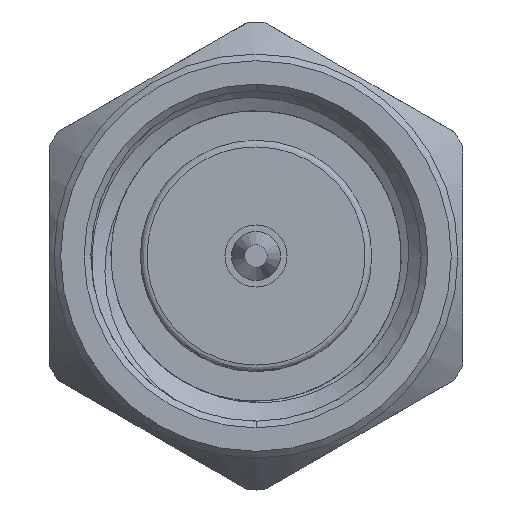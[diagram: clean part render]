
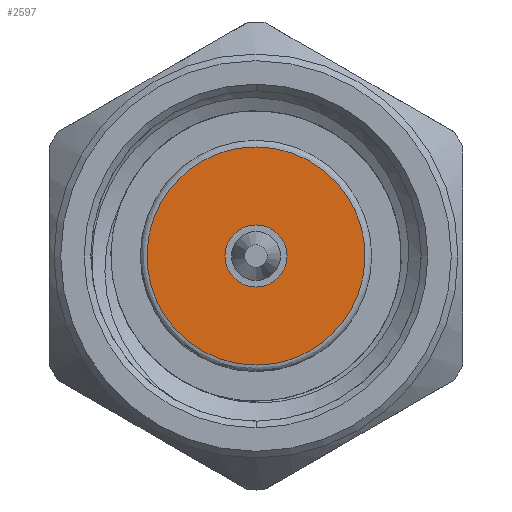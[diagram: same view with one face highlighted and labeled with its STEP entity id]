
A CAD part, left-side view. The second image highlights one B-rep face of the part: STEP entity #2597.
In plain terms, the highlighted planar face has unit normal (-1, 0, 0).
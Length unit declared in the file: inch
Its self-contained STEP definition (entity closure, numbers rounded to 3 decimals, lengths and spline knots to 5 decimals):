
#332 = FACE_BOUND ( 'NONE', #1176, .T. ) ;
#416 = FACE_OUTER_BOUND ( 'NONE', #1860, .T. ) ;
#488 = CARTESIAN_POINT ( 'NONE',  ( 0.11, 0., -0.0825 ) ) ;
#586 = ORIENTED_EDGE ( 'NONE', *, *, #2891, .F. ) ;
#857 = EDGE_CURVE ( 'NONE', #2651, #1820, #2018, .T. ) ;
#866 = CARTESIAN_POINT ( 'NONE',  ( 0.11, 0.165, 0.0825 ) ) ;
#981 = CARTESIAN_POINT ( 'NONE',  ( 0.11, 0., -0.0235 ) ) ;
#1029 = VERTEX_POINT ( 'NONE', #981 ) ;
#1176 = EDGE_LOOP ( 'NONE', ( #2052 ) ) ;
#1276 = CARTESIAN_POINT ( 'NONE',  ( 0.11, 0., 0. ) ) ;
#1440 = CIRCLE ( 'NONE', #2726, 0.0235 ) ;
#1605 = CARTESIAN_POINT ( 'NONE',  ( 0.11, -0.165, -0.0825 ) ) ;
#1661 = DIRECTION ( 'NONE',  ( 1., 0., 0. ) ) ;
#1785 = ORIENTED_EDGE ( 'NONE', *, *, #857, .F. ) ;
#1820 = VERTEX_POINT ( 'NONE', #2202 ) ;
#1823 = CARTESIAN_POINT ( 'NONE',  ( 0.11, 0., 0.0825 ) ) ;
#1857 = CARTESIAN_POINT ( 'NONE',  ( 0.11, 0., 0.0825 ) ) ;
#1860 = EDGE_LOOP ( 'NONE', ( #1785, #586 ) ) ;
#1865 = CARTESIAN_POINT ( 'NONE',  ( 0.11, 0., -0.0825 ) ) ;
#1870 = DIRECTION ( 'NONE',  ( 0., 0., -1. ) ) ;
#2018 =( BOUNDED_CURVE ( )  B_SPLINE_CURVE ( 3, ( #2377, #2903, #866, #1857 ),
 .UNSPECIFIED., .F., .F. ) 
 B_SPLINE_CURVE_WITH_KNOTS ( ( 4, 4 ),
 ( 0., 1. ),
 .UNSPECIFIED. ) 
 CURVE ( )  GEOMETRIC_REPRESENTATION_ITEM ( )  RATIONAL_B_SPLINE_CURVE ( ( 1., 0.333, 0.333, 1. ) ) 
 REPRESENTATION_ITEM ( '' )  );
#2052 = ORIENTED_EDGE ( 'NONE', *, *, #3183, .F. ) ;
#2202 = CARTESIAN_POINT ( 'NONE',  ( 0.11, 0., 0.0825 ) ) ;
#2244 = DIRECTION ( 'NONE',  ( 0., 0., -1. ) ) ;
#2264 =( BOUNDED_CURVE ( )  B_SPLINE_CURVE ( 3, ( #1823, #3354, #1605, #1865 ),
 .UNSPECIFIED., .F., .F. ) 
 B_SPLINE_CURVE_WITH_KNOTS ( ( 4, 4 ),
 ( 0., 1. ),
 .UNSPECIFIED. ) 
 CURVE ( )  GEOMETRIC_REPRESENTATION_ITEM ( )  RATIONAL_B_SPLINE_CURVE ( ( 1., 0.333, 0.333, 1. ) ) 
 REPRESENTATION_ITEM ( '' )  );
#2288 = DIRECTION ( 'NONE',  ( -1., 0., 0. ) ) ;
#2377 = CARTESIAN_POINT ( 'NONE',  ( 0.11, 0., -0.0825 ) ) ;
#2597 = ADVANCED_FACE ( 'NONE', ( #332, #416 ), #2768, .F. ) ;
#2651 = VERTEX_POINT ( 'NONE', #488 ) ;
#2726 = AXIS2_PLACEMENT_3D ( 'NONE', #1276, #2288, #2244 ) ;
#2768 = PLANE ( 'NONE',  #3140 ) ;
#2891 = EDGE_CURVE ( 'NONE', #1820, #2651, #2264, .T. ) ;
#2903 = CARTESIAN_POINT ( 'NONE',  ( 0.11, 0.165, -0.0825 ) ) ;
#3140 = AXIS2_PLACEMENT_3D ( 'NONE', #3214, #1661, #1870 ) ;
#3183 = EDGE_CURVE ( 'NONE', #1029, #1029, #1440, .T. ) ;
#3214 = CARTESIAN_POINT ( 'NONE',  ( 0.11, 0., 0. ) ) ;
#3354 = CARTESIAN_POINT ( 'NONE',  ( 0.11, -0.165, 0.0825 ) ) ;
